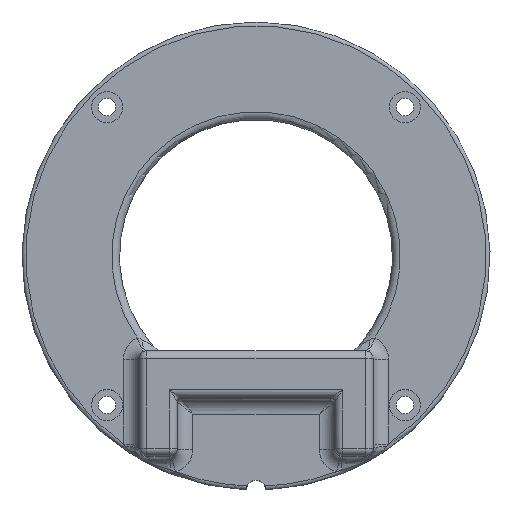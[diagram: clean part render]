
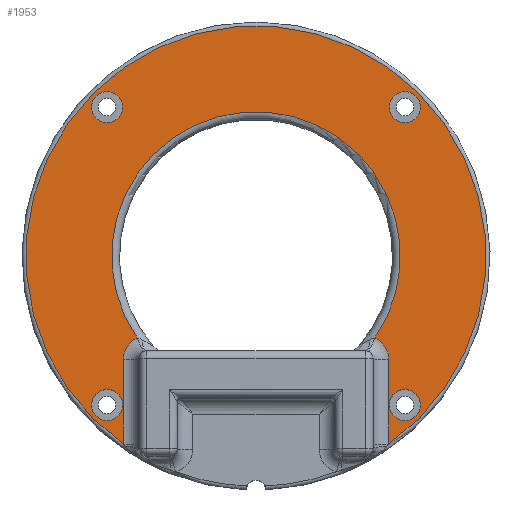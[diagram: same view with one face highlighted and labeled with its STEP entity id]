
A CAD part, top view. The second image highlights one B-rep face of the part: STEP entity #1953.
In plain terms, the highlighted planar face has unit normal (0, 0, 1).
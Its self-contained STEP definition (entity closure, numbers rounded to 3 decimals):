
#56=FACE_BOUND('',#293,.T.);
#57=FACE_BOUND('',#294,.T.);
#58=FACE_BOUND('',#295,.T.);
#59=FACE_BOUND('',#296,.T.);
#91=PLANE('',#2147);
#166=FACE_OUTER_BOUND('',#292,.T.);
#292=EDGE_LOOP('',(#1479,#1480,#1481,#1482,#1483,#1484));
#293=EDGE_LOOP('',(#1485));
#294=EDGE_LOOP('',(#1486));
#295=EDGE_LOOP('',(#1487));
#296=EDGE_LOOP('',(#1488));
#422=CIRCLE('',#2102,6.);
#430=CIRCLE('',#2116,6.);
#450=CIRCLE('',#2144,59.);
#452=CIRCLE('',#2148,37.);
#453=CIRCLE('',#2149,4.);
#454=CIRCLE('',#2150,4.);
#455=CIRCLE('',#2151,4.);
#456=CIRCLE('',#2152,4.);
#572=LINE('',#3043,#709);
#575=LINE('',#3259,#712);
#709=VECTOR('',#2418,10.);
#712=VECTOR('',#2463,10.);
#856=VERTEX_POINT('',#3036);
#859=VERTEX_POINT('',#3041);
#861=VERTEX_POINT('',#3046);
#875=VERTEX_POINT('',#3248);
#876=VERTEX_POINT('',#3250);
#879=VERTEX_POINT('',#3257);
#902=VERTEX_POINT('',#3795);
#903=VERTEX_POINT('',#3797);
#904=VERTEX_POINT('',#3799);
#905=VERTEX_POINT('',#3801);
#1053=EDGE_CURVE('',#859,#856,#572,.T.);
#1055=EDGE_CURVE('',#861,#859,#422,.T.);
#1073=EDGE_CURVE('',#875,#876,#430,.T.);
#1077=EDGE_CURVE('',#879,#875,#575,.T.);
#1123=EDGE_CURVE('',#856,#879,#450,.T.);
#1125=EDGE_CURVE('',#876,#861,#452,.T.);
#1126=EDGE_CURVE('',#902,#902,#453,.T.);
#1127=EDGE_CURVE('',#903,#903,#454,.T.);
#1128=EDGE_CURVE('',#904,#904,#455,.T.);
#1129=EDGE_CURVE('',#905,#905,#456,.T.);
#1479=ORIENTED_EDGE('',*,*,#1073,.F.);
#1480=ORIENTED_EDGE('',*,*,#1077,.F.);
#1481=ORIENTED_EDGE('',*,*,#1123,.F.);
#1482=ORIENTED_EDGE('',*,*,#1053,.F.);
#1483=ORIENTED_EDGE('',*,*,#1055,.F.);
#1484=ORIENTED_EDGE('',*,*,#1125,.F.);
#1485=ORIENTED_EDGE('',*,*,#1126,.T.);
#1486=ORIENTED_EDGE('',*,*,#1127,.T.);
#1487=ORIENTED_EDGE('',*,*,#1128,.T.);
#1488=ORIENTED_EDGE('',*,*,#1129,.T.);
#1953=ADVANCED_FACE('',(#166,#56,#57,#58,#59),#91,.T.);
#2102=AXIS2_PLACEMENT_3D('',#3048,#2423,#2424);
#2116=AXIS2_PLACEMENT_3D('',#3251,#2453,#2454);
#2144=AXIS2_PLACEMENT_3D('',#3790,#2519,#2520);
#2147=AXIS2_PLACEMENT_3D('',#3793,#2525,#2526);
#2148=AXIS2_PLACEMENT_3D('',#3794,#2527,#2528);
#2149=AXIS2_PLACEMENT_3D('',#3796,#2529,#2530);
#2150=AXIS2_PLACEMENT_3D('',#3798,#2531,#2532);
#2151=AXIS2_PLACEMENT_3D('',#3800,#2533,#2534);
#2152=AXIS2_PLACEMENT_3D('',#3802,#2535,#2536);
#2418=DIRECTION('',(0.,-1.,0.));
#2423=DIRECTION('center_axis',(0.,0.,1.));
#2424=DIRECTION('ref_axis',(-0.707,0.707,0.));
#2453=DIRECTION('center_axis',(0.,0.,1.));
#2454=DIRECTION('ref_axis',(0.707,0.707,0.));
#2463=DIRECTION('',(0.,1.,0.));
#2519=DIRECTION('center_axis',(0.,0.,-1.));
#2520=DIRECTION('ref_axis',(-1.,0.,0.));
#2525=DIRECTION('center_axis',(0.,0.,1.));
#2526=DIRECTION('ref_axis',(1.,0.,0.));
#2527=DIRECTION('center_axis',(0.,0.,1.));
#2528=DIRECTION('ref_axis',(0.,1.,0.));
#2529=DIRECTION('center_axis',(0.,0.,-1.));
#2530=DIRECTION('ref_axis',(0.,1.,0.));
#2531=DIRECTION('center_axis',(0.,0.,-1.));
#2532=DIRECTION('ref_axis',(1.,0.,0.));
#2533=DIRECTION('center_axis',(0.,0.,-1.));
#2534=DIRECTION('ref_axis',(0.,-1.,0.));
#2535=DIRECTION('center_axis',(0.,0.,-1.));
#2536=DIRECTION('ref_axis',(-1.,0.,0.));
#3036=CARTESIAN_POINT('',(-34.,-48.218,10.));
#3041=CARTESIAN_POINT('',(-34.,-26.5,10.));
#3043=CARTESIAN_POINT('',(-34.,-12.25,10.));
#3046=CARTESIAN_POINT('',(-30.448,-21.022,10.));
#3048=CARTESIAN_POINT('Origin',(-28.,-26.5,10.));
#3248=CARTESIAN_POINT('',(34.,-26.5,10.));
#3250=CARTESIAN_POINT('',(30.448,-21.022,10.));
#3251=CARTESIAN_POINT('Origin',(28.,-26.5,10.));
#3257=CARTESIAN_POINT('',(34.,-48.218,10.));
#3259=CARTESIAN_POINT('',(34.,-25.75,10.));
#3790=CARTESIAN_POINT('Origin',(0.,0.,10.));
#3793=CARTESIAN_POINT('Origin',(0.,0.,10.));
#3794=CARTESIAN_POINT('Origin',(0.,0.,10.));
#3795=CARTESIAN_POINT('',(-38.184,-42.184,10.));
#3796=CARTESIAN_POINT('Origin',(-38.184,-38.184,10.));
#3797=CARTESIAN_POINT('',(-42.184,38.184,10.));
#3798=CARTESIAN_POINT('Origin',(-38.184,38.184,10.));
#3799=CARTESIAN_POINT('',(38.184,42.184,10.));
#3800=CARTESIAN_POINT('Origin',(38.184,38.184,10.));
#3801=CARTESIAN_POINT('',(42.184,-38.184,10.));
#3802=CARTESIAN_POINT('Origin',(38.184,-38.184,10.));
